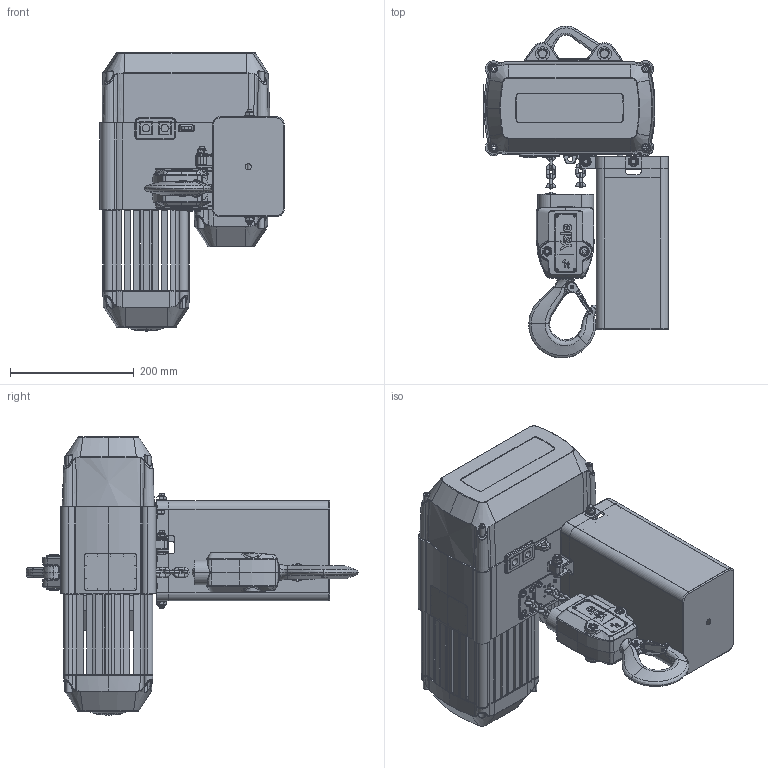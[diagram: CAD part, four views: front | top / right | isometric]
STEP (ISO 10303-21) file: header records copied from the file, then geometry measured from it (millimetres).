
FILE_DESCRIPTION (( 'STEP AP203' ), '1' );
FILE_NAME ('CPVF 10-4 + KS I.STEP', '2012-01-10T12:06:39', ( 'Yale Industrial Products GmbH' ), ( 'Yale Industrial Products GmbH' ), 'SwSTEP 2.0', 'SolidWorks 2011', '' );
FILE_SCHEMA (( 'CONFIG_CONTROL_DESIGN' ));
Length unit declared in the file: millimetre
Products named in the file (1): CPVF 10-4 + KS I
Bounding box: 298.76 x 536.26 x 449.5 mm (x, y, z)
Surface area: 1011094.8 mm2 (no closed solid volume)
Topology: 0 solids, 154 shells, 2063 faces, 7928 edges, 5875 vertices
Faces by surface type: cylinder 595, plane 593, bspline 371, cone 274, torus 191, sphere 39
Entity records: 131733 total; most frequent: CARTESIAN_POINT 70090, DIRECTION 12279, ORIENTED_EDGE 11715, EDGE_CURVE 7896, VERTEX_POINT 5859, AXIS2_PLACEMENT_3D 4517, VECTOR 3245, LINE 3245
